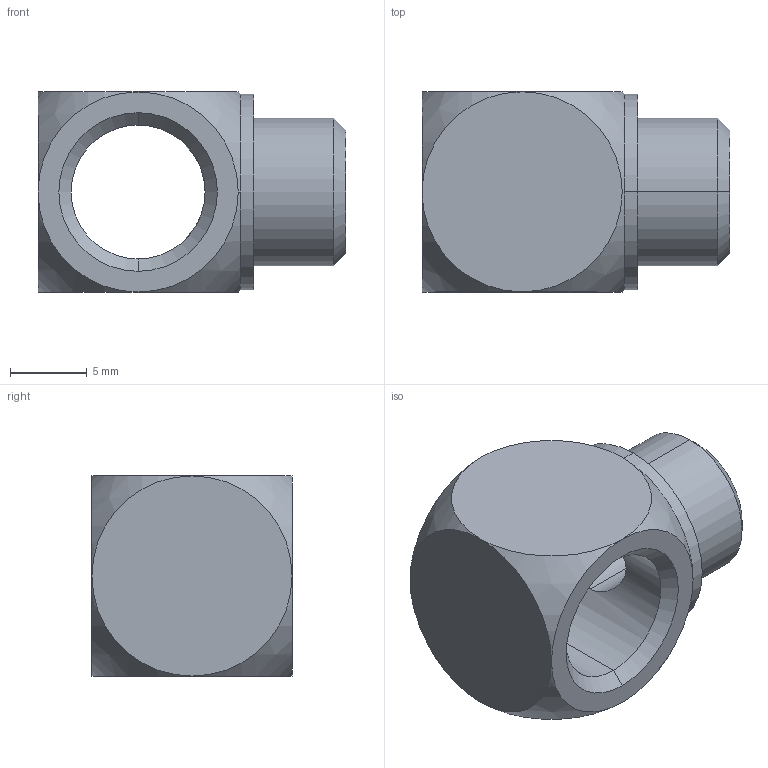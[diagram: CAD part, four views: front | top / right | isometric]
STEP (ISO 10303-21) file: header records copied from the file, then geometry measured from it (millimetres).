
FILE_DESCRIPTION (( 'STEP AP203' ), '1' );
FILE_NAME ('05180001.STEP', '2010-09-13T11:36:47', ( 'Flavio' ), ( '' ), 'SwSTEP 2.0', 'SolidWorks 2009', '' );
FILE_SCHEMA (( 'CONFIG_CONTROL_DESIGN' ));
Length unit declared in the file: millimetre
Products named in the file (1): 05180001
Bounding box: 20 x 13 x 13 mm (x, y, z)
Volume: 1663.3 mm3; surface area: 1441.9 mm2
Topology: 1 solids, 1 shells, 29 faces, 62 edges, 36 vertices
Faces by surface type: cone 8, cylinder 8, plane 7, sphere 6
Entity records: 929 total; most frequent: CARTESIAN_POINT 184, DIRECTION 164, ORIENTED_EDGE 124, AXIS2_PLACEMENT_3D 74, EDGE_CURVE 62, CIRCLE 44, VERTEX_POINT 36, EDGE_LOOP 34
